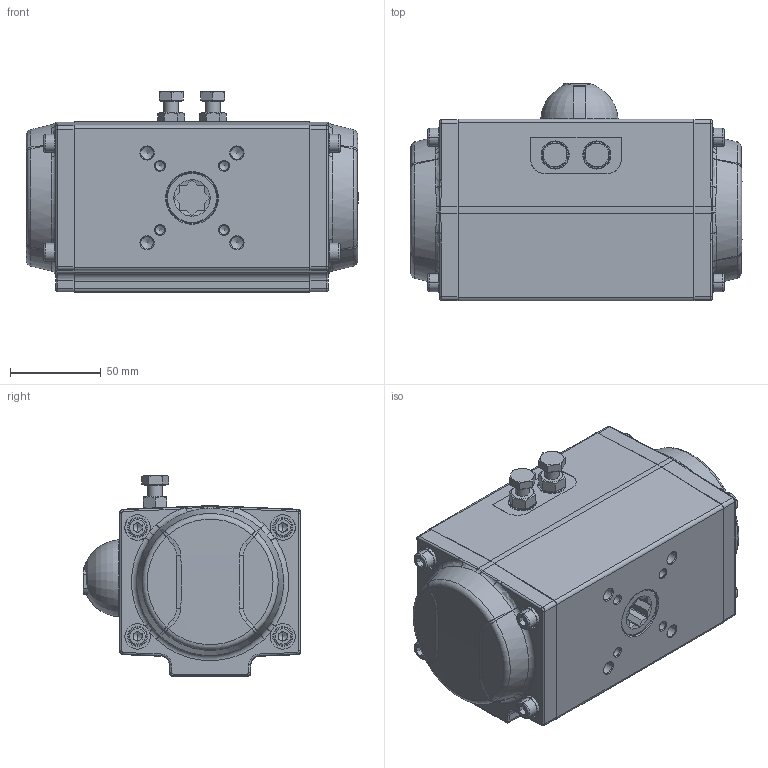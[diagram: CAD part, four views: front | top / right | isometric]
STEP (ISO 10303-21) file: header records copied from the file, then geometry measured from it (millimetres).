
FILE_DESCRIPTION(/* description */ (''),/* implementation_level */ '2;1');
FILE_NAME(/* name */ 'GTEA075装配体-20240103',/* time_stamp */ '2024-11-25T16:24:47+08:00',/* author */ ('Xiaofan.Zhang'),/* organization */ ('Rotork'),/* preprocessor_version */ 'ST-DEVELOPER v18.102',/* originating_system */ 'Solid Edge',/* authorisation */ 'Unknown');
FILE_SCHEMA (('AUTOMOTIVE_DESIGN {1 0 10303 214 3 1 1}'));
Length unit declared in the file: millimetre
Products named in the file (1): GTEA075蚾饜极-20240140103
Bounding box: 182.9 x 120 x 110.55 mm (x, y, z)
Surface area: 134335.5 mm2 (no closed solid volume)
Topology: 0 solids, 36 shells, 641 faces, 1834 edges, 1226 vertices
Faces by surface type: plane 285, cylinder 151, cone 110, torus 66, bspline 27, sphere 2
Full cylindrical faces by diameter (mm): 4.2 x8, 4.5 x1, 5 x5, 6.8 x4, 8 x2, 8.4 x1, 8.8 x2, 14 x8, 19.5 x1, 28 x1, 75 x1
Entity records: 22558 total; most frequent: CARTESIAN_POINT 6167, DIRECTION 3293, ORIENTED_EDGE 3019, EDGE_CURVE 1691, AXIS2_PLACEMENT_3D 1300, VERTEX_POINT 1191, FACE_BOUND 807, EDGE_LOOP 790
